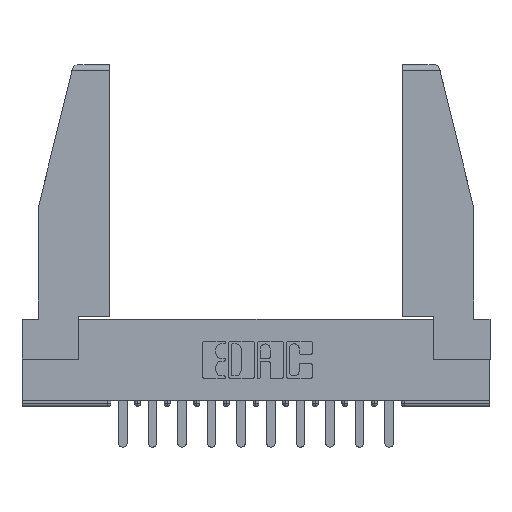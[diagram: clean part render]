
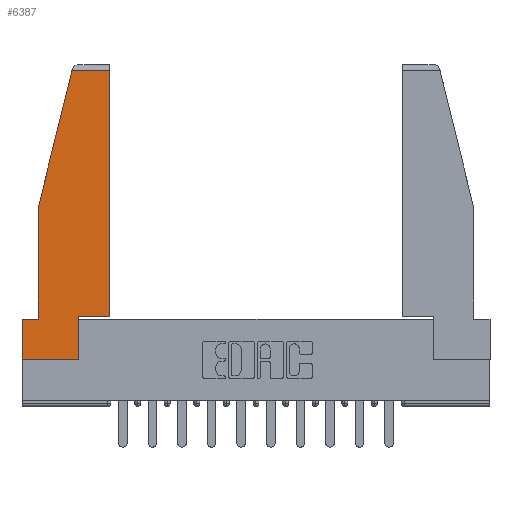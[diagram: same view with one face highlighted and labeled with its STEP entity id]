
A CAD part, top view. The second image highlights one B-rep face of the part: STEP entity #6387.
In plain terms, the highlighted planar face has unit normal (0, 0, 1).
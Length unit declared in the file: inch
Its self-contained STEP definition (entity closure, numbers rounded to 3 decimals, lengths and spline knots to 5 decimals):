
#904 = VECTOR ( 'NONE', #1785, 39.37008 ) ;
#934 = VERTEX_POINT ( 'NONE', #5477 ) ;
#1305 = ORIENTED_EDGE ( 'NONE', *, *, #14219, .T. ) ;
#1494 = DIRECTION ( 'NONE',  ( 0., 0., 1. ) ) ;
#1754 = DIRECTION ( 'NONE',  ( 0., 1., 0. ) ) ;
#1785 = DIRECTION ( 'NONE',  ( -0.239, -0.971, 0. ) ) ;
#2010 = CARTESIAN_POINT ( 'NONE',  ( 0.297, 0., 0. ) ) ;
#2032 = CARTESIAN_POINT ( 'NONE',  ( 0.2636, 1.52, 0. ) ) ;
#2389 = EDGE_CURVE ( 'NONE', #5989, #2750, #11746, .T. ) ;
#2674 = AXIS2_PLACEMENT_3D ( 'NONE', #6340, #1494, #13755 ) ;
#2750 = VERTEX_POINT ( 'NONE', #2032 ) ;
#2776 = CARTESIAN_POINT ( 'NONE',  ( 0.086, 0.21, 0. ) ) ;
#2908 = PLANE ( 'NONE',  #2674 ) ;
#3031 = EDGE_LOOP ( 'NONE', ( #10190, #13727, #14472, #15890, #6836, #1305, #4421, #12849, #3834 ) ) ;
#3405 = CARTESIAN_POINT ( 'NONE',  ( 0., 0., 0. ) ) ;
#3424 = VERTEX_POINT ( 'NONE', #2776 ) ;
#3480 = EDGE_CURVE ( 'NONE', #12322, #8652, #7740, .T. ) ;
#3799 = VERTEX_POINT ( 'NONE', #13347 ) ;
#3805 = DIRECTION ( 'NONE',  ( -1., 0., 0. ) ) ;
#3834 = ORIENTED_EDGE ( 'NONE', *, *, #5752, .T. ) ;
#4421 = ORIENTED_EDGE ( 'NONE', *, *, #5643, .T. ) ;
#5147 = CARTESIAN_POINT ( 'NONE',  ( 0., 0., 0. ) ) ;
#5473 = CARTESIAN_POINT ( 'NONE',  ( 0.461, 1.52, 0. ) ) ;
#5477 = CARTESIAN_POINT ( 'NONE',  ( 0.461, 0.223, 0. ) ) ;
#5564 = LINE ( 'NONE', #10478, #6486 ) ;
#5623 = DIRECTION ( 'NONE',  ( -1., 0., 0. ) ) ;
#5643 = EDGE_CURVE ( 'NONE', #5947, #12322, #12900, .T. ) ;
#5752 = EDGE_CURVE ( 'NONE', #8652, #934, #5564, .T. ) ;
#5947 = VERTEX_POINT ( 'NONE', #5147 ) ;
#5989 = VERTEX_POINT ( 'NONE', #5473 ) ;
#6200 = LINE ( 'NONE', #14586, #8742 ) ;
#6340 = CARTESIAN_POINT ( 'NONE',  ( 0., 0., 0. ) ) ;
#6387 = ADVANCED_FACE ( 'NONE', ( #11406 ), #2908, .T. ) ;
#6486 = VECTOR ( 'NONE', #13050, 39.37008 ) ;
#6556 = DIRECTION ( 'NONE',  ( 0., 1., 0. ) ) ;
#6563 = LINE ( 'NONE', #6641, #12027 ) ;
#6641 = CARTESIAN_POINT ( 'NONE',  ( 0.086, 0.8, 0. ) ) ;
#6836 = ORIENTED_EDGE ( 'NONE', *, *, #15182, .T. ) ;
#6878 = EDGE_CURVE ( 'NONE', #2750, #7864, #8662, .T. ) ;
#7740 = LINE ( 'NONE', #9104, #8794 ) ;
#7864 = VERTEX_POINT ( 'NONE', #13328 ) ;
#7956 = VECTOR ( 'NONE', #6556, 39.37008 ) ;
#8652 = VERTEX_POINT ( 'NONE', #9193 ) ;
#8662 = LINE ( 'NONE', #13976, #904 ) ;
#8742 = VECTOR ( 'NONE', #3805, 39.37008 ) ;
#8794 = VECTOR ( 'NONE', #1754, 39.37008 ) ;
#9104 = CARTESIAN_POINT ( 'NONE',  ( 0.297, 0., 0. ) ) ;
#9193 = CARTESIAN_POINT ( 'NONE',  ( 0.297, 0.223, 0. ) ) ;
#10190 = ORIENTED_EDGE ( 'NONE', *, *, #13349, .T. ) ;
#10420 = LINE ( 'NONE', #12676, #7956 ) ;
#10478 = CARTESIAN_POINT ( 'NONE',  ( 0.297, 0.223, 0. ) ) ;
#10666 = CARTESIAN_POINT ( 'NONE',  ( 0., 0.21, 0. ) ) ;
#11406 = FACE_OUTER_BOUND ( 'NONE', #3031, .T. ) ;
#11746 = LINE ( 'NONE', #13036, #15650 ) ;
#11760 = DIRECTION ( 'NONE',  ( 1., 0., 0. ) ) ;
#12027 = VECTOR ( 'NONE', #14953, 39.37008 ) ;
#12142 = EDGE_CURVE ( 'NONE', #7864, #3424, #6563, .T. ) ;
#12322 = VERTEX_POINT ( 'NONE', #2010 ) ;
#12355 = VECTOR ( 'NONE', #13171, 39.37008 ) ;
#12676 = CARTESIAN_POINT ( 'NONE',  ( 0.461, 0.223, 0. ) ) ;
#12849 = ORIENTED_EDGE ( 'NONE', *, *, #3480, .T. ) ;
#12900 = LINE ( 'NONE', #3405, #14454 ) ;
#13036 = CARTESIAN_POINT ( 'NONE',  ( 0., 1.52, 0. ) ) ;
#13050 = DIRECTION ( 'NONE',  ( 1., 0., 0. ) ) ;
#13171 = DIRECTION ( 'NONE',  ( 0., -1., 0. ) ) ;
#13328 = CARTESIAN_POINT ( 'NONE',  ( 0.086, 0.8, 0. ) ) ;
#13347 = CARTESIAN_POINT ( 'NONE',  ( 0., 0.21, 0. ) ) ;
#13349 = EDGE_CURVE ( 'NONE', #934, #5989, #10420, .T. ) ;
#13727 = ORIENTED_EDGE ( 'NONE', *, *, #2389, .T. ) ;
#13755 = DIRECTION ( 'NONE',  ( 1., 0., 0. ) ) ;
#13976 = CARTESIAN_POINT ( 'NONE',  ( 0.271, 1.55, 0. ) ) ;
#14219 = EDGE_CURVE ( 'NONE', #3799, #5947, #15614, .T. ) ;
#14454 = VECTOR ( 'NONE', #11760, 39.37008 ) ;
#14472 = ORIENTED_EDGE ( 'NONE', *, *, #6878, .T. ) ;
#14586 = CARTESIAN_POINT ( 'NONE',  ( 0., 0.21, 0. ) ) ;
#14953 = DIRECTION ( 'NONE',  ( 0., -1., 0. ) ) ;
#15182 = EDGE_CURVE ( 'NONE', #3424, #3799, #6200, .T. ) ;
#15614 = LINE ( 'NONE', #10666, #12355 ) ;
#15650 = VECTOR ( 'NONE', #5623, 39.37008 ) ;
#15890 = ORIENTED_EDGE ( 'NONE', *, *, #12142, .T. ) ;
